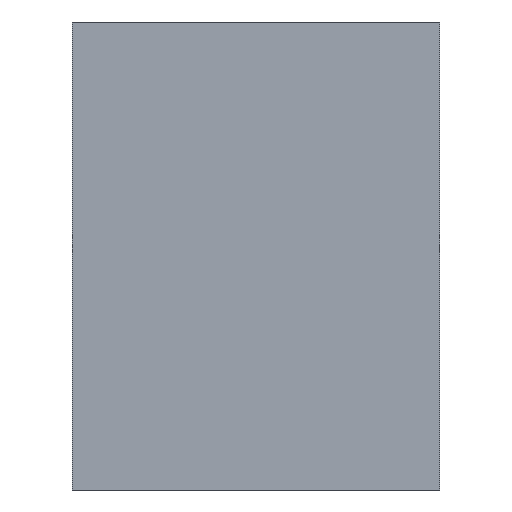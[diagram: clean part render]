
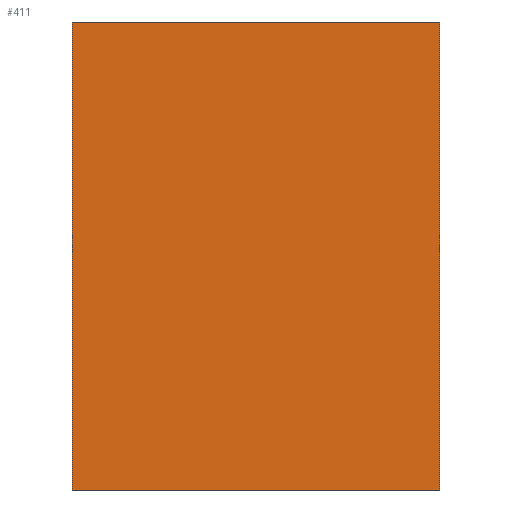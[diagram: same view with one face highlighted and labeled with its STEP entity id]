
A CAD part, left-side view. The second image highlights one B-rep face of the part: STEP entity #411.
In plain terms, the highlighted planar face has unit normal (-1, 0, 0).
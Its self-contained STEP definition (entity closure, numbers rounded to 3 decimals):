
#411 = ADVANCED_FACE('',(#412),#446,.F.);
#412 = FACE_BOUND('',#413,.T.);
#413 = EDGE_LOOP('',(#414,#424,#432,#440));
#414 = ORIENTED_EDGE('',*,*,#415,.T.);
#415 = EDGE_CURVE('',#416,#418,#420,.T.);
#416 = VERTEX_POINT('',#417);
#417 = CARTESIAN_POINT('',(-0.505,-0.2,-0.255));
#418 = VERTEX_POINT('',#419);
#419 = CARTESIAN_POINT('',(-0.505,-0.2,0.255));
#420 = LINE('',#421,#422);
#421 = CARTESIAN_POINT('',(-0.505,-0.2,0.255));
#422 = VECTOR('',#423,1.);
#423 = DIRECTION('',(-0.,-0.,1.));
#424 = ORIENTED_EDGE('',*,*,#425,.F.);
#425 = EDGE_CURVE('',#426,#418,#428,.T.);
#426 = VERTEX_POINT('',#427);
#427 = CARTESIAN_POINT('',(-0.505,0.2,0.255));
#428 = LINE('',#429,#430);
#429 = CARTESIAN_POINT('',(-0.505,0.2,0.255));
#430 = VECTOR('',#431,1.);
#431 = DIRECTION('',(-0.,-1.,-0.));
#432 = ORIENTED_EDGE('',*,*,#433,.F.);
#433 = EDGE_CURVE('',#434,#426,#436,.T.);
#434 = VERTEX_POINT('',#435);
#435 = CARTESIAN_POINT('',(-0.505,0.2,-0.255));
#436 = LINE('',#437,#438);
#437 = CARTESIAN_POINT('',(-0.505,0.2,0.255));
#438 = VECTOR('',#439,1.);
#439 = DIRECTION('',(-0.,-0.,1.));
#440 = ORIENTED_EDGE('',*,*,#441,.T.);
#441 = EDGE_CURVE('',#434,#416,#442,.T.);
#442 = LINE('',#443,#444);
#443 = CARTESIAN_POINT('',(-0.505,0.2,-0.255));
#444 = VECTOR('',#445,1.);
#445 = DIRECTION('',(-0.,-1.,-0.));
#446 = PLANE('',#447);
#447 = AXIS2_PLACEMENT_3D('',#448,#449,#450);
#448 = CARTESIAN_POINT('',(-0.505,0.2,0.255));
#449 = DIRECTION('',(1.,-0.,0.));
#450 = DIRECTION('',(0.,0.,-1.));
